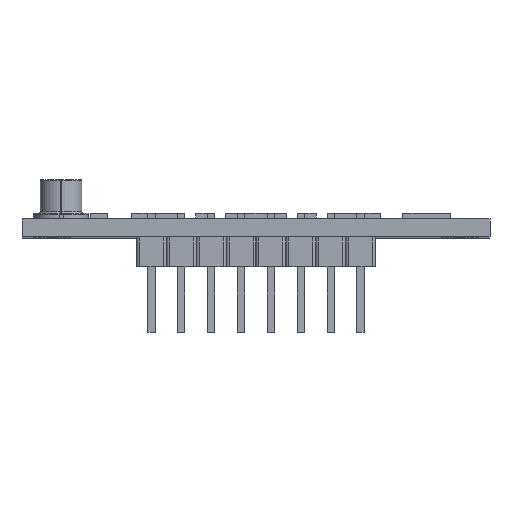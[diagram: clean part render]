
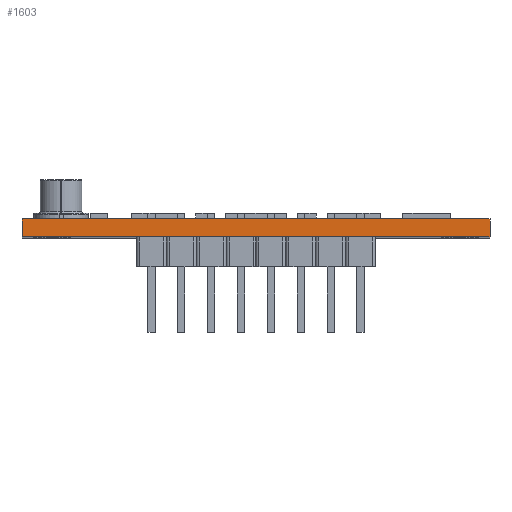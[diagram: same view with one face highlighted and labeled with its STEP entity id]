
A CAD part, top view. The second image highlights one B-rep face of the part: STEP entity #1603.
In plain terms, the highlighted planar face has unit normal (0, 0, 1).
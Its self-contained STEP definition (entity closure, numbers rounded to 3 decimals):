
#270 = CARTESIAN_POINT ( 'NONE',  ( -19.6, 0., 29.95 ) ) ;
#329 = DIRECTION ( 'NONE',  ( 0., -1., 0. ) ) ;
#1431 = CARTESIAN_POINT ( 'NONE',  ( -19.6, 1.5, 29.95 ) ) ;
#1603 = ADVANCED_FACE ( 'NONE', ( #15315 ), #2809, .F. ) ;
#1810 = CARTESIAN_POINT ( 'NONE',  ( 19.6, 1.5, 29.95 ) ) ;
#1877 = EDGE_LOOP ( 'NONE', ( #4721, #6800, #10236, #5467 ) ) ;
#2177 = EDGE_CURVE ( 'NONE', #9194, #6295, #7994, .T. ) ;
#2809 = PLANE ( 'NONE',  #13467 ) ;
#3165 = CARTESIAN_POINT ( 'NONE',  ( -19.6, 1.5, 29.95 ) ) ;
#4721 = ORIENTED_EDGE ( 'NONE', *, *, #13343, .T. ) ;
#5406 = CARTESIAN_POINT ( 'NONE',  ( -19.6, 1.5, 29.95 ) ) ;
#5467 = ORIENTED_EDGE ( 'NONE', *, *, #14588, .T. ) ;
#5897 = DIRECTION ( 'NONE',  ( 0., -1., 0. ) ) ;
#6295 = VERTEX_POINT ( 'NONE', #13677 ) ;
#6404 = LINE ( 'NONE', #270, #12463 ) ;
#6800 = ORIENTED_EDGE ( 'NONE', *, *, #2177, .F. ) ;
#7326 = VECTOR ( 'NONE', #5897, 1000. ) ;
#7670 = LINE ( 'NONE', #12626, #14607 ) ;
#7864 = EDGE_CURVE ( 'NONE', #8206, #9194, #13308, .T. ) ;
#7994 = LINE ( 'NONE', #13204, #7326 ) ;
#8206 = VERTEX_POINT ( 'NONE', #1431 ) ;
#8894 = DIRECTION ( 'NONE',  ( 0., 0., -1. ) ) ;
#9194 = VERTEX_POINT ( 'NONE', #1810 ) ;
#9208 = VECTOR ( 'NONE', #15661, 1000. ) ;
#10125 = DIRECTION ( 'NONE',  ( -1., 0., 0. ) ) ;
#10157 = DIRECTION ( 'NONE',  ( 1., 0., 0. ) ) ;
#10236 = ORIENTED_EDGE ( 'NONE', *, *, #7864, .F. ) ;
#12463 = VECTOR ( 'NONE', #10157, 1000. ) ;
#12626 = CARTESIAN_POINT ( 'NONE',  ( -19.6, 1.5, 29.95 ) ) ;
#13204 = CARTESIAN_POINT ( 'NONE',  ( 19.6, 1.5, 29.95 ) ) ;
#13308 = LINE ( 'NONE', #3165, #9208 ) ;
#13343 = EDGE_CURVE ( 'NONE', #14854, #6295, #6404, .T. ) ;
#13467 = AXIS2_PLACEMENT_3D ( 'NONE', #5406, #8894, #10125 ) ;
#13677 = CARTESIAN_POINT ( 'NONE',  ( 19.6, 0., 29.95 ) ) ;
#14470 = CARTESIAN_POINT ( 'NONE',  ( -19.6, 0., 29.95 ) ) ;
#14588 = EDGE_CURVE ( 'NONE', #8206, #14854, #7670, .T. ) ;
#14607 = VECTOR ( 'NONE', #329, 1000. ) ;
#14854 = VERTEX_POINT ( 'NONE', #14470 ) ;
#15315 = FACE_OUTER_BOUND ( 'NONE', #1877, .T. ) ;
#15661 = DIRECTION ( 'NONE',  ( 1., 0., 0. ) ) ;
